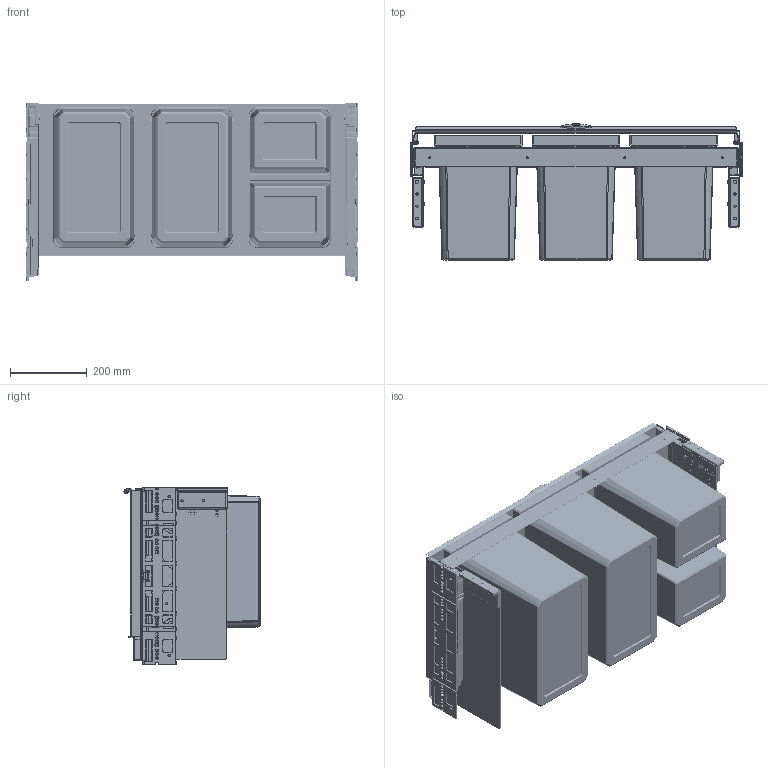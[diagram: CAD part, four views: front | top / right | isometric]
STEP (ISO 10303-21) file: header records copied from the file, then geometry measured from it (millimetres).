
FILE_DESCRIPTION(('STEP AP214'),'1');
FILE_NAME('8013552_V Cox Base 360 S_900-4 Bio.STP','2024-08-19T08:54:49',(' '),(' '),'Spatial InterOp 3D',' ',' ');
FILE_SCHEMA(('AUTOMOTIVE_DESIGN { 1 0 10303 214 1 1 1 1 }'));
Length unit declared in the file: millimetre
Products named in the file (1): 3D-Objekt
Bounding box: 868 x 355.76 x 464 mm (x, y, z)
Volume: 6237064.6 mm3; surface area: 5263663.1 mm2
Topology: 30 solids, 32 shells, 6179 faces, 15823 edges, 9802 vertices
Faces by surface type: plane 2311, cylinder 2272, torus 967, bspline 345, cone 186, sphere 98
Entity records: 213811 total; most frequent: CARTESIAN_POINT 54767, DIRECTION 32121, ORIENTED_EDGE 31558, EDGE_CURVE 15779, AXIS2_PLACEMENT_3D 12097, VERTEX_POINT 9802, LINE 7927, VECTOR 7927
